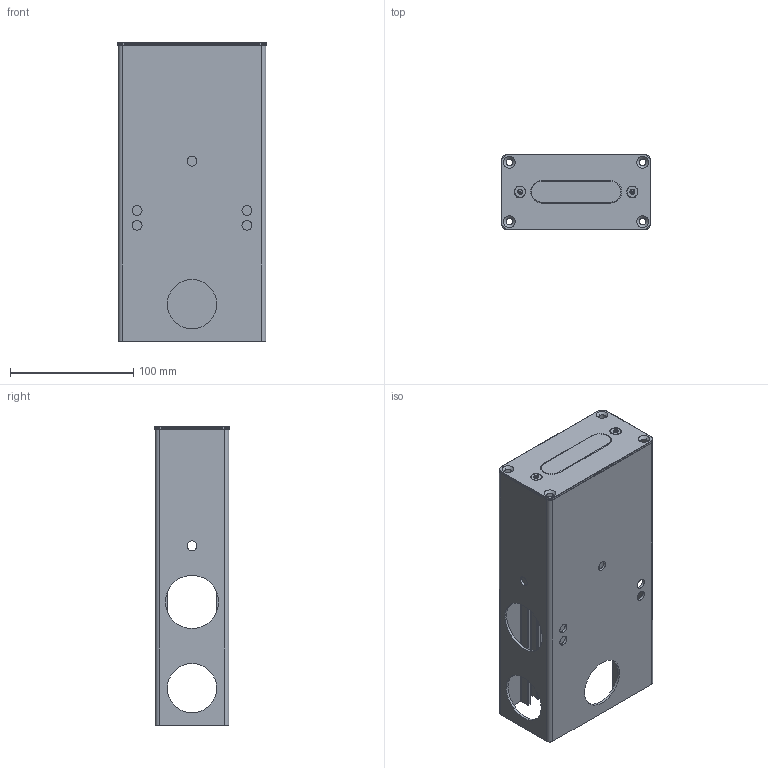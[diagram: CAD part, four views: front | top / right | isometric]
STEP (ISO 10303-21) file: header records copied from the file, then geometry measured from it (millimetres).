
FILE_DESCRIPTION(/* description */ (''),/* implementation_level */ '2;1');
FILE_NAME(/* name */ 'LEDHus.step',/* time_stamp */ '2022-03-18T09:26:27+01:00',/* author */ (''),/* organization */ (''),/* preprocessor_version */ 'ST-DEVELOPER v18.1',/* originating_system */ 'Autodesk Translation Framework v10.13.0.1454',/* authorisation */ '');
FILE_SCHEMA (('AUTOMOTIVE_DESIGN { 1 0 10303 214 3 1 1 }'));
Length unit declared in the file: millimetre
Products named in the file (4): LED_House_Alu; combo; Bolt 91870A406; Nut 93625A150
Assembly tree (5 placements, depth 3):
  LED_House_Alu
    combo
      Bolt 91870A406  x2
      Nut 93625A150  x2
Bounding box: 121 x 61 x 242.05 mm (x, y, z)
Volume: 202153 mm3; surface area: 202436.6 mm2
Topology: 9 solids, 9 shells, 1129 faces, 2703 edges, 1540 vertices
Faces by surface type: cylinder 515, bspline 258, plane 204, cone 68, sphere 54, torus 30
Full cylindrical faces by diameter (mm): 1.01 x2, 3.053 x16, 3.091 x8, 3.125 x2, 4 x32, 8 x7, 8.9 x2, 40 x3, 43 x2
Entity records: 38123 total; most frequent: CARTESIAN_POINT 14683, DIRECTION 4967, ORIENTED_EDGE 4804, EDGE_CURVE 2402, AXIS2_PLACEMENT_3D 1995, VERTEX_POINT 1387, EDGE_LOOP 1087, FACE_OUTER_BOUND 1033
